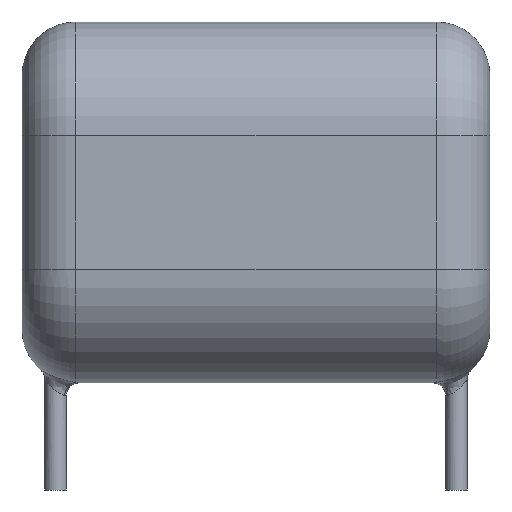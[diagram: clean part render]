
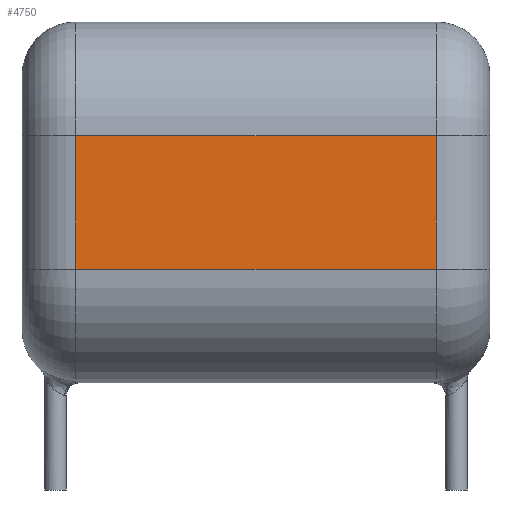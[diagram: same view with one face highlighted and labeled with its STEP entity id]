
A CAD part, front view. The second image highlights one B-rep face of the part: STEP entity #4750.
In plain terms, the highlighted planar face has unit normal (0, -1, 0).
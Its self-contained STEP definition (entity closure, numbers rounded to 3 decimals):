
#356 = DIRECTION ( 'NONE',  ( 0., 0., 1. ) ) ;
#601 = ORIENTED_EDGE ( 'NONE', *, *, #9630, .T. ) ;
#755 = VERTEX_POINT ( 'NONE', #3865 ) ;
#997 = DIRECTION ( 'NONE',  ( -1., 0., 0. ) ) ;
#1254 = LINE ( 'NONE', #9951, #4995 ) ;
#1321 = DIRECTION ( 'NONE',  ( 0., 1., 0. ) ) ;
#1515 = FACE_OUTER_BOUND ( 'NONE', #6552, .T. ) ;
#2418 = LINE ( 'NONE', #4546, #10342 ) ;
#2678 = ORIENTED_EDGE ( 'NONE', *, *, #4684, .T. ) ;
#3280 = LINE ( 'NONE', #6256, #11144 ) ;
#3383 = LINE ( 'NONE', #11070, #5565 ) ;
#3689 = CARTESIAN_POINT ( 'NONE',  ( -6.75, -4.25, 4.26 ) ) ;
#3865 = CARTESIAN_POINT ( 'NONE',  ( 6.75, -4.25, 4.26 ) ) ;
#4117 = EDGE_CURVE ( 'NONE', #10675, #755, #2418, .T. ) ;
#4384 = DIRECTION ( 'NONE',  ( 0., 0., 1. ) ) ;
#4546 = CARTESIAN_POINT ( 'NONE',  ( 8.75, -4.25, 4.26 ) ) ;
#4684 = EDGE_CURVE ( 'NONE', #10183, #7569, #1254, .T. ) ;
#4750 = ADVANCED_FACE ( 'NONE', ( #1515 ), #10055, .F. ) ;
#4995 = VECTOR ( 'NONE', #997, 1000. ) ;
#5496 = DIRECTION ( 'NONE',  ( 1., 0., 0. ) ) ;
#5565 = VECTOR ( 'NONE', #6541, 1000. ) ;
#6247 = CARTESIAN_POINT ( 'NONE',  ( -8.75, -4.25, 13.51 ) ) ;
#6256 = CARTESIAN_POINT ( 'NONE',  ( 6.75, -4.25, 13.51 ) ) ;
#6541 = DIRECTION ( 'NONE',  ( 0., 0., -1. ) ) ;
#6552 = EDGE_LOOP ( 'NONE', ( #2678, #8403, #10334, #601 ) ) ;
#6691 = CARTESIAN_POINT ( 'NONE',  ( -6.75, -4.25, 9.26 ) ) ;
#6856 = AXIS2_PLACEMENT_3D ( 'NONE', #6247, #1321, #4384 ) ;
#7569 = VERTEX_POINT ( 'NONE', #6691 ) ;
#8403 = ORIENTED_EDGE ( 'NONE', *, *, #9890, .T. ) ;
#9630 = EDGE_CURVE ( 'NONE', #755, #10183, #3280, .T. ) ;
#9890 = EDGE_CURVE ( 'NONE', #7569, #10675, #3383, .T. ) ;
#9951 = CARTESIAN_POINT ( 'NONE',  ( -8.75, -4.25, 9.26 ) ) ;
#10055 = PLANE ( 'NONE',  #6856 ) ;
#10183 = VERTEX_POINT ( 'NONE', #10401 ) ;
#10334 = ORIENTED_EDGE ( 'NONE', *, *, #4117, .T. ) ;
#10342 = VECTOR ( 'NONE', #5496, 1000. ) ;
#10401 = CARTESIAN_POINT ( 'NONE',  ( 6.75, -4.25, 9.26 ) ) ;
#10675 = VERTEX_POINT ( 'NONE', #3689 ) ;
#11070 = CARTESIAN_POINT ( 'NONE',  ( -6.75, -4.25, 13.51 ) ) ;
#11144 = VECTOR ( 'NONE', #356, 1000. ) ;
